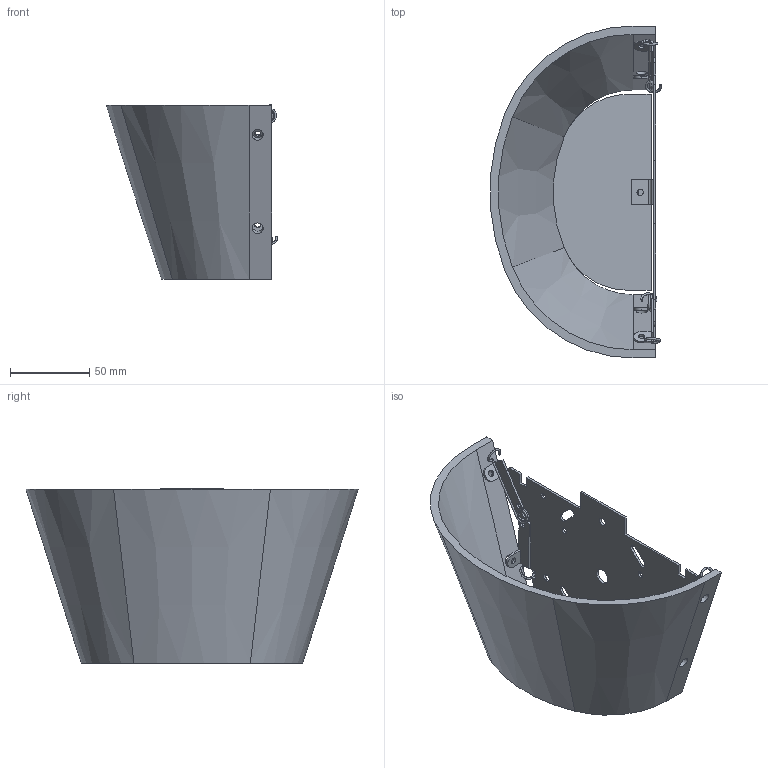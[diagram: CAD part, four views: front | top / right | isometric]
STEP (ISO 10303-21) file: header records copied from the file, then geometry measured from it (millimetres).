
FILE_DESCRIPTION(/* description */ (''),/* implementation_level */ '2;1');
FILE_NAME(/* name */ 'F330445100BINE.stp',/* time_stamp */ '2020-01-16T08:56:21+01:00',/* author */ ('sghezzi'),/* organization */ (''),/* preprocessor_version */ 'ST-DEVELOPER v17.2',/* originating_system */ 'Autodesk Inventor 2019',/* authorisation */ '');
FILE_SCHEMA (('AUTOMOTIVE_DESIGN { 1 0 10303 214 3 1 1 }'));
Length unit declared in the file: millimetre
Products named in the file (7): Ananas_M3302_M3304+V3290_Assieme; 007330200_Piastra par picc mont 3302; 002330401; Parte5; Piastrina reggivetro1; Piastrina reggivetro2; 007330223_molla aisi 302 x ananas piccola
Assembly tree (9 placements, depth 2):
  Ananas_M3302_M3304+V3290_Assieme
    007330200_Piastra par picc mont 3302
    002330401
    Parte5
    Piastrina reggivetro1  x2
    Piastrina reggivetro2  x2
    007330223_molla aisi 302 x ananas piccola  x2
Bounding box: 108.12 x 210 x 110.5 mm (x, y, z)
Volume: 206214.1 mm3; surface area: 114161.4 mm2
Topology: 15 solids, 15 shells, 181 faces, 482 edges, 335 vertices
Faces by surface type: plane 98, cylinder 70, cone 7, bspline 6
Full cylindrical faces by diameter (mm): 1.2 x4, 4 x20, 5 x3, 7 x4, 10 x1
Entity records: 5525 total; most frequent: CARTESIAN_POINT 1390, DIRECTION 840, ORIENTED_EDGE 768, EDGE_CURVE 384, AXIS2_PLACEMENT_3D 304, VERTEX_POINT 259, LINE 232, VECTOR 232
